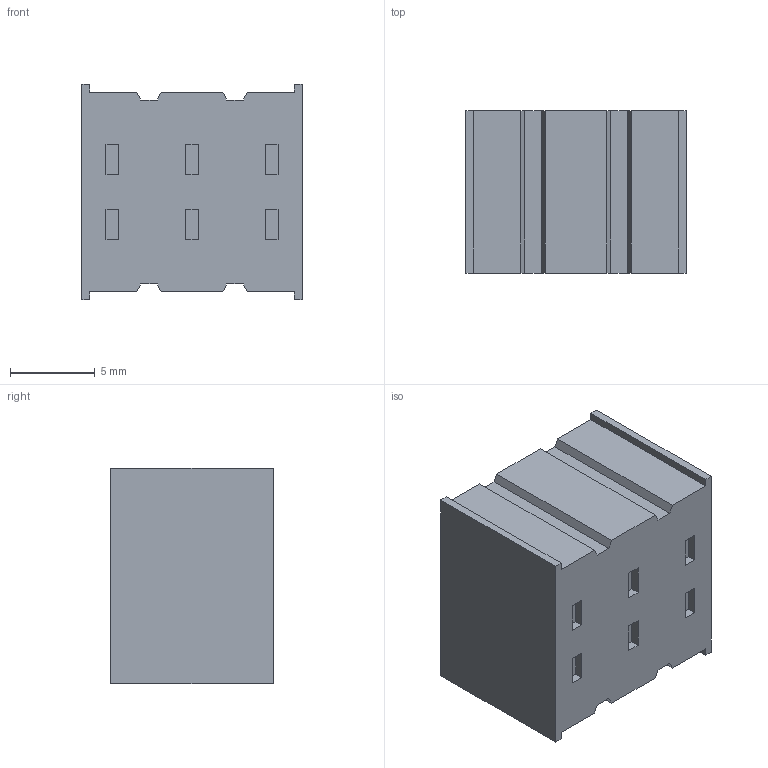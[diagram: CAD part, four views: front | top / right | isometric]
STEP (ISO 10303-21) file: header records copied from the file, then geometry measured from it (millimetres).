
FILE_DESCRIPTION(/* description */ ('Angle Mount Miniature Rockers- Switch - Series M - Miniature Rockers'),/* implementation_level */ '2;1');
FILE_NAME(/* name */ 'M20_ang2830TX_switch.ipt.step',/* time_stamp */ '2014-01-07T11:06:52-08:00',/* author */ ('Cadenas PARTsolutions'),/* organization */ (''),/* preprocessor_version */ 'ST-DEVELOPER v15.2',/* originating_system */ 'Autodesk Inventor 2014',/* authorisation */ '');
FILE_SCHEMA (('AUTOMOTIVE_DESIGN { 1 0 10303 214 3 1 1 }'));
Length unit declared in the file: inch
Products named in the file (1): M20_ang2830TX_switch
Bounding box: 13 x 9.59 x 12.7 mm (x, y, z)
Volume: 1451.5 mm3; surface area: 852.6 mm2
Topology: 1 solids, 1 shells, 60 faces, 156 edges, 104 vertices
Faces by surface type: plane 60
Entity records: 1823 total; most frequent: CARTESIAN_POINT 321, ORIENTED_EDGE 312, DIRECTION 278, LINE 156, VECTOR 156, EDGE_CURVE 156, VERTEX_POINT 104, EDGE_LOOP 66
